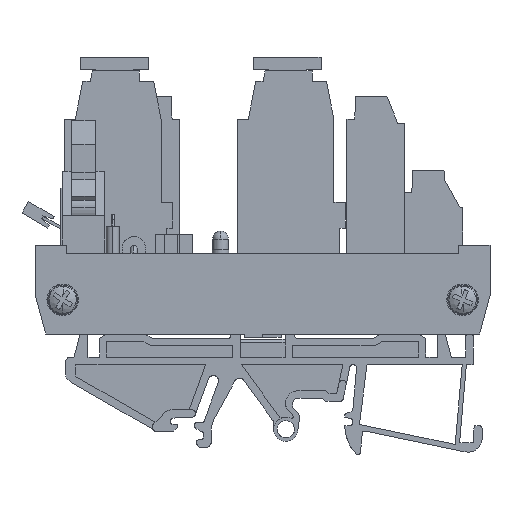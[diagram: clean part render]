
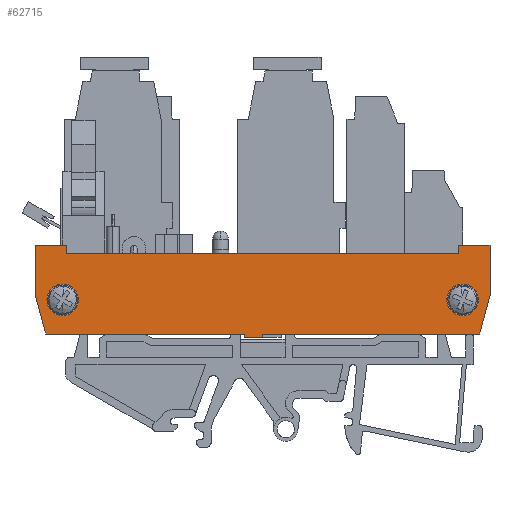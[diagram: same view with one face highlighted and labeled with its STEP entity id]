
A CAD part, left-side view. The second image highlights one B-rep face of the part: STEP entity #62715.
In plain terms, the highlighted planar face has unit normal (-1, 0, 0).
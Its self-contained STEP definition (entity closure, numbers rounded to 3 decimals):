
#44139=AXIS2_PLACEMENT_3D('Circle Axis2P3D',#44137,#44138,$) ;
#44169=AXIS2_PLACEMENT_3D('Circle Axis2P3D',#44167,#44168,$) ;
#44203=AXIS2_PLACEMENT_3D('Circle Axis2P3D',#44201,#44202,$) ;
#44233=AXIS2_PLACEMENT_3D('Circle Axis2P3D',#44231,#44232,$) ;
#62656=AXIS2_PLACEMENT_3D('Plane Axis2P3D',#62653,#62654,#62655) ;
#27214=CARTESIAN_POINT('Vertex',(0.,46.7,22.952)) ;
#27217=CARTESIAN_POINT('Line Origine',(0.,65.568,22.952)) ;
#27221=CARTESIAN_POINT('Vertex',(0.,84.435,22.952)) ;
#27698=CARTESIAN_POINT('Line Origine',(0.,85.418,26.618)) ;
#27702=CARTESIAN_POINT('Vertex',(0.,86.4,30.284)) ;
#27734=CARTESIAN_POINT('Vertex',(0.,46.7,22.292)) ;
#27737=CARTESIAN_POINT('Line Origine',(0.,46.7,22.622)) ;
#30944=CARTESIAN_POINT('Vertex',(0.,43.2,22.292)) ;
#30947=CARTESIAN_POINT('Line Origine',(0.,44.95,22.292)) ;
#37139=CARTESIAN_POINT('Line Origine',(0.,0.,35.068)) ;
#37143=CARTESIAN_POINT('Vertex',(0.,0.,39.852)) ;
#37145=CARTESIAN_POINT('Vertex',(0.,0.,30.284)) ;
#44134=CARTESIAN_POINT('Vertex',(0.,8.2,29.452)) ;
#44137=CARTESIAN_POINT('Axis2P3D Location',(0.,5.2,29.452)) ;
#44141=CARTESIAN_POINT('Vertex',(0.,2.2,29.452)) ;
#44167=CARTESIAN_POINT('Axis2P3D Location',(0.,5.2,29.452)) ;
#44198=CARTESIAN_POINT('Vertex',(0.,84.2,29.452)) ;
#44201=CARTESIAN_POINT('Axis2P3D Location',(0.,81.2,29.452)) ;
#44205=CARTESIAN_POINT('Vertex',(0.,78.2,29.452)) ;
#44231=CARTESIAN_POINT('Axis2P3D Location',(0.,81.2,29.452)) ;
#56904=CARTESIAN_POINT('Vertex',(0.,1.965,22.952)) ;
#56907=CARTESIAN_POINT('Line Origine',(0.,0.982,26.618)) ;
#61888=CARTESIAN_POINT('Vertex',(0.,43.2,22.952)) ;
#61891=CARTESIAN_POINT('Line Origine',(0.,43.2,22.622)) ;
#61919=CARTESIAN_POINT('Line Origine',(0.,22.582,22.952)) ;
#62168=CARTESIAN_POINT('Line Origine',(0.,86.4,35.068)) ;
#62172=CARTESIAN_POINT('Vertex',(0.,86.4,39.852)) ;
#62653=CARTESIAN_POINT('Axis2P3D Location',(0.,0.9,30.403)) ;
#62658=CARTESIAN_POINT('Line Origine',(0.,3.,39.852)) ;
#62662=CARTESIAN_POINT('Vertex',(0.,6.,39.852)) ;
#62665=CARTESIAN_POINT('Line Origine',(0.,6.,39.052)) ;
#62669=CARTESIAN_POINT('Vertex',(0.,6.,38.252)) ;
#62672=CARTESIAN_POINT('Line Origine',(0.,43.2,38.252)) ;
#62676=CARTESIAN_POINT('Vertex',(0.,80.4,38.252)) ;
#62679=CARTESIAN_POINT('Line Origine',(0.,80.4,39.052)) ;
#62683=CARTESIAN_POINT('Vertex',(0.,80.4,39.852)) ;
#62686=CARTESIAN_POINT('Line Origine',(0.,83.4,39.852)) ;
#27218=DIRECTION('Vector Direction',(0.,1.,0.)) ;
#27699=DIRECTION('Vector Direction',(0.,0.259,0.966)) ;
#27738=DIRECTION('Vector Direction',(0.,0.,-1.)) ;
#30948=DIRECTION('Vector Direction',(0.,1.,0.)) ;
#37140=DIRECTION('Vector Direction',(0.,0.,-1.)) ;
#44138=DIRECTION('Axis2P3D Direction',(-1.,0.,0.)) ;
#44168=DIRECTION('Axis2P3D Direction',(-1.,0.,0.)) ;
#44202=DIRECTION('Axis2P3D Direction',(-1.,0.,0.)) ;
#44232=DIRECTION('Axis2P3D Direction',(-1.,0.,0.)) ;
#56908=DIRECTION('Vector Direction',(0.,0.259,-0.966)) ;
#61892=DIRECTION('Vector Direction',(0.,0.,-1.)) ;
#61920=DIRECTION('Vector Direction',(0.,1.,0.)) ;
#62169=DIRECTION('Vector Direction',(0.,0.,1.)) ;
#62654=DIRECTION('Axis2P3D Direction',(1.,0.,-0.)) ;
#62655=DIRECTION('Axis2P3D XDirection',(0.,1.,0.)) ;
#62659=DIRECTION('Vector Direction',(0.,-1.,0.)) ;
#62666=DIRECTION('Vector Direction',(0.,0.,1.)) ;
#62673=DIRECTION('Vector Direction',(0.,-1.,0.)) ;
#62680=DIRECTION('Vector Direction',(0.,0.,-1.)) ;
#62687=DIRECTION('Vector Direction',(0.,-1.,0.)) ;
#27219=VECTOR('Line Direction',#27218,1.) ;
#27700=VECTOR('Line Direction',#27699,1.) ;
#27739=VECTOR('Line Direction',#27738,1.) ;
#30949=VECTOR('Line Direction',#30948,1.) ;
#37141=VECTOR('Line Direction',#37140,1.) ;
#56909=VECTOR('Line Direction',#56908,1.) ;
#61893=VECTOR('Line Direction',#61892,1.) ;
#61921=VECTOR('Line Direction',#61920,1.) ;
#62170=VECTOR('Line Direction',#62169,1.) ;
#62660=VECTOR('Line Direction',#62659,1.) ;
#62667=VECTOR('Line Direction',#62666,1.) ;
#62674=VECTOR('Line Direction',#62673,1.) ;
#62681=VECTOR('Line Direction',#62680,1.) ;
#62688=VECTOR('Line Direction',#62687,1.) ;
#62692=ORIENTED_EDGE('',*,*,#56911,.F.) ;
#62693=ORIENTED_EDGE('',*,*,#37147,.F.) ;
#62694=ORIENTED_EDGE('',*,*,#62664,.F.) ;
#62695=ORIENTED_EDGE('',*,*,#62671,.F.) ;
#62696=ORIENTED_EDGE('',*,*,#62678,.F.) ;
#62697=ORIENTED_EDGE('',*,*,#62685,.F.) ;
#62698=ORIENTED_EDGE('',*,*,#62690,.F.) ;
#62699=ORIENTED_EDGE('',*,*,#62174,.F.) ;
#62700=ORIENTED_EDGE('',*,*,#27704,.F.) ;
#62701=ORIENTED_EDGE('',*,*,#27223,.F.) ;
#62702=ORIENTED_EDGE('',*,*,#27741,.T.) ;
#62703=ORIENTED_EDGE('',*,*,#30951,.F.) ;
#62704=ORIENTED_EDGE('',*,*,#61895,.F.) ;
#62705=ORIENTED_EDGE('',*,*,#61923,.F.) ;
#62708=ORIENTED_EDGE('',*,*,#44171,.F.) ;
#62709=ORIENTED_EDGE('',*,*,#44143,.F.) ;
#62712=ORIENTED_EDGE('',*,*,#44235,.F.) ;
#62713=ORIENTED_EDGE('',*,*,#44207,.F.) ;
#62710=FACE_BOUND('',#62707,.T.) ;
#62714=FACE_BOUND('',#62711,.T.) ;
#62715=ADVANCED_FACE('NONE',(#62706,#62710,#62714),#62657,.F.) ;
#44140=CIRCLE('generated circle',#44139,3.) ;
#44170=CIRCLE('generated circle',#44169,3.) ;
#44204=CIRCLE('generated circle',#44203,3.) ;
#44234=CIRCLE('generated circle',#44233,3.) ;
#27223=EDGE_CURVE('',#27215,#27222,#27220,.T.) ;
#27704=EDGE_CURVE('',#27222,#27703,#27701,.T.) ;
#27741=EDGE_CURVE('',#27215,#27735,#27740,.T.) ;
#30951=EDGE_CURVE('',#30945,#27735,#30950,.T.) ;
#37147=EDGE_CURVE('',#37144,#37146,#37142,.T.) ;
#44143=EDGE_CURVE('',#44135,#44142,#44140,.T.) ;
#44171=EDGE_CURVE('',#44142,#44135,#44170,.T.) ;
#44207=EDGE_CURVE('',#44199,#44206,#44204,.T.) ;
#44235=EDGE_CURVE('',#44206,#44199,#44234,.T.) ;
#56911=EDGE_CURVE('',#37146,#56905,#56910,.T.) ;
#61895=EDGE_CURVE('',#61889,#30945,#61894,.T.) ;
#61923=EDGE_CURVE('',#56905,#61889,#61922,.T.) ;
#62174=EDGE_CURVE('',#27703,#62173,#62171,.T.) ;
#62664=EDGE_CURVE('',#62663,#37144,#62661,.T.) ;
#62671=EDGE_CURVE('',#62670,#62663,#62668,.T.) ;
#62678=EDGE_CURVE('',#62677,#62670,#62675,.T.) ;
#62685=EDGE_CURVE('',#62684,#62677,#62682,.T.) ;
#62690=EDGE_CURVE('',#62173,#62684,#62689,.T.) ;
#62691=EDGE_LOOP('',(#62692,#62693,#62694,#62695,#62696,#62697,#62698,#62699,#62700,#62701,#62702,#62703,#62704,#62705)) ;
#62707=EDGE_LOOP('',(#62708,#62709)) ;
#62711=EDGE_LOOP('',(#62712,#62713)) ;
#62706=FACE_OUTER_BOUND('',#62691,.T.) ;
#27220=LINE('Line',#27217,#27219) ;
#27701=LINE('Line',#27698,#27700) ;
#27740=LINE('Line',#27737,#27739) ;
#30950=LINE('Line',#30947,#30949) ;
#37142=LINE('Line',#37139,#37141) ;
#56910=LINE('Line',#56907,#56909) ;
#61894=LINE('Line',#61891,#61893) ;
#61922=LINE('Line',#61919,#61921) ;
#62171=LINE('Line',#62168,#62170) ;
#62661=LINE('Line',#62658,#62660) ;
#62668=LINE('Line',#62665,#62667) ;
#62675=LINE('Line',#62672,#62674) ;
#62682=LINE('Line',#62679,#62681) ;
#62689=LINE('Line',#62686,#62688) ;
#62657=PLANE('',#62656) ;
#27215=VERTEX_POINT('',#27214) ;
#27222=VERTEX_POINT('',#27221) ;
#27703=VERTEX_POINT('',#27702) ;
#27735=VERTEX_POINT('',#27734) ;
#30945=VERTEX_POINT('',#30944) ;
#37144=VERTEX_POINT('',#37143) ;
#37146=VERTEX_POINT('',#37145) ;
#44135=VERTEX_POINT('',#44134) ;
#44142=VERTEX_POINT('',#44141) ;
#44199=VERTEX_POINT('',#44198) ;
#44206=VERTEX_POINT('',#44205) ;
#56905=VERTEX_POINT('',#56904) ;
#61889=VERTEX_POINT('',#61888) ;
#62173=VERTEX_POINT('',#62172) ;
#62663=VERTEX_POINT('',#62662) ;
#62670=VERTEX_POINT('',#62669) ;
#62677=VERTEX_POINT('',#62676) ;
#62684=VERTEX_POINT('',#62683) ;
